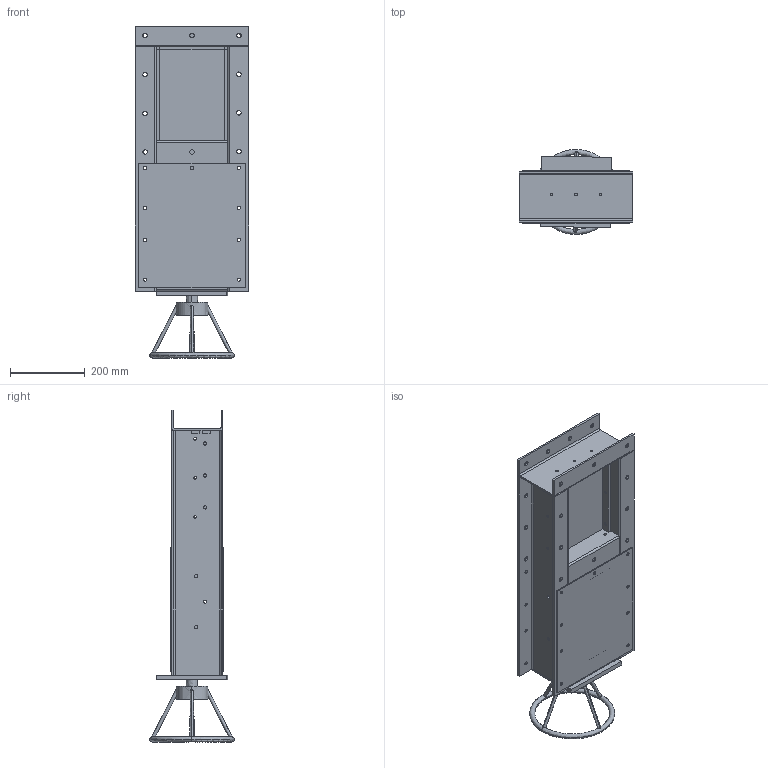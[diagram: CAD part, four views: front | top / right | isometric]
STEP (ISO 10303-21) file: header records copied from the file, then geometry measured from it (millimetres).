
FILE_DESCRIPTION(('FreeCAD Model'),'2;1');
FILE_NAME('Open CASCADE Shape Model','2025-04-25T21:56:20',('FreeCAD'),( 'FreeCAD'),'Open CASCADE STEP processor 7.6','FreeCAD','Unknown');
FILE_SCHEMA(('AUTOMOTIVE_DESIGN { 1 0 10303 214 1 1 1 1 }'));
Length unit declared in the file: millimetre
Products named in the file (1): Open CASCADE STEP translator 7.6 1
Bounding box: 303.48 x 228.03 x 891.15 mm (x, y, z)
Volume: 4943265.2 mm3; surface area: 1871284.7 mm2
Topology: 23 solids, 23 shells, 553 faces, 1439 edges, 941 vertices
Faces by surface type: bspline 553
Entity records: 21810 total; most frequent: CARTESIAN_POINT 13269, ORIENTED_EDGE 2878, EDGE_CURVE 1439, VERTEX_POINT 941, B_SPLINE_CURVE_WITH_KNOTS 859, FACE_BOUND 808, EDGE_LOOP 808, ADVANCED_FACE 553
